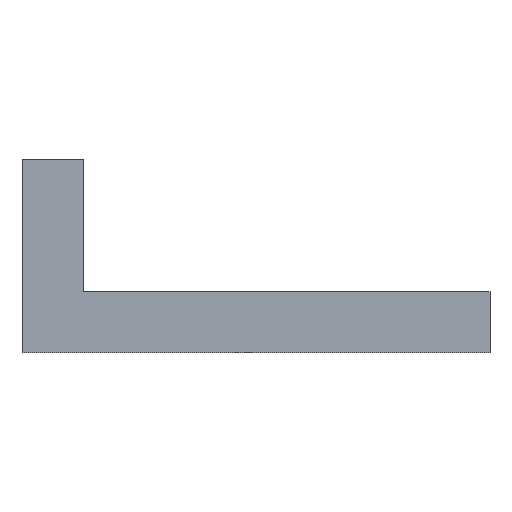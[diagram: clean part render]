
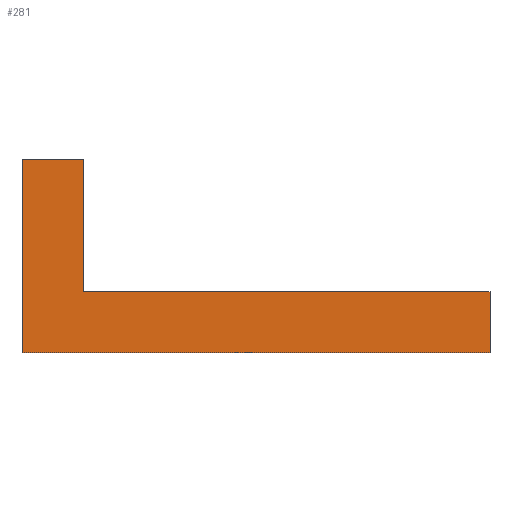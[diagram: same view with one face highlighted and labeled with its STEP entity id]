
A CAD part, front view. The second image highlights one B-rep face of the part: STEP entity #281.
In plain terms, the highlighted planar face has unit normal (0, -1, 0).
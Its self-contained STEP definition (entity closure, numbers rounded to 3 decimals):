
#29=PLANE('',#321);
#43=FACE_OUTER_BOUND('',#63,.T.);
#63=EDGE_LOOP('',(#233,#234,#235,#236,#237,#238));
#82=LINE('',#447,#106);
#85=LINE('',#453,#109);
#88=LINE('',#459,#112);
#89=LINE('',#461,#113);
#90=LINE('',#463,#114);
#91=LINE('',#464,#115);
#106=VECTOR('',#374,1000.);
#109=VECTOR('',#379,1000.);
#112=VECTOR('',#384,1000.);
#113=VECTOR('',#385,1000.);
#114=VECTOR('',#386,1000.);
#115=VECTOR('',#387,1000.);
#147=VERTEX_POINT('',#443);
#149=VERTEX_POINT('',#446);
#151=VERTEX_POINT('',#452);
#153=VERTEX_POINT('',#458);
#154=VERTEX_POINT('',#460);
#155=VERTEX_POINT('',#462);
#178=EDGE_CURVE('',#147,#149,#82,.T.);
#181=EDGE_CURVE('',#151,#149,#85,.T.);
#184=EDGE_CURVE('',#153,#147,#88,.T.);
#185=EDGE_CURVE('',#154,#153,#89,.T.);
#186=EDGE_CURVE('',#155,#154,#90,.T.);
#187=EDGE_CURVE('',#155,#151,#91,.T.);
#233=ORIENTED_EDGE('',*,*,#178,.F.);
#234=ORIENTED_EDGE('',*,*,#184,.F.);
#235=ORIENTED_EDGE('',*,*,#185,.F.);
#236=ORIENTED_EDGE('',*,*,#186,.F.);
#237=ORIENTED_EDGE('',*,*,#187,.T.);
#238=ORIENTED_EDGE('',*,*,#181,.T.);
#281=ADVANCED_FACE('',(#43),#29,.T.);
#321=AXIS2_PLACEMENT_3D('',#457,#382,#383);
#374=DIRECTION('',(1.,0.,0.));
#379=DIRECTION('',(0.,0.,1.));
#382=DIRECTION('center_axis',(0.,-1.,0.));
#383=DIRECTION('ref_axis',(0.,0.,-1.));
#384=DIRECTION('',(0.,0.,-1.));
#385=DIRECTION('',(1.,0.,0.));
#386=DIRECTION('',(0.,0.,1.));
#387=DIRECTION('',(1.,0.,0.));
#443=CARTESIAN_POINT('',(-8.5,-70.,0.));
#446=CARTESIAN_POINT('',(11.5,-70.,0.));
#447=CARTESIAN_POINT('',(-11.5,-70.,0.));
#452=CARTESIAN_POINT('',(11.5,-70.,-3.));
#453=CARTESIAN_POINT('',(11.5,-70.,-3.));
#457=CARTESIAN_POINT('Origin',(-11.5,-70.,-3.));
#458=CARTESIAN_POINT('',(-8.5,-70.,6.5));
#459=CARTESIAN_POINT('',(-8.5,-70.,6.5));
#460=CARTESIAN_POINT('',(-11.5,-70.,6.5));
#461=CARTESIAN_POINT('',(-11.5,-70.,6.5));
#462=CARTESIAN_POINT('',(-11.5,-70.,-3.));
#463=CARTESIAN_POINT('',(-11.5,-70.,-3.));
#464=CARTESIAN_POINT('',(-11.5,-70.,-3.));
